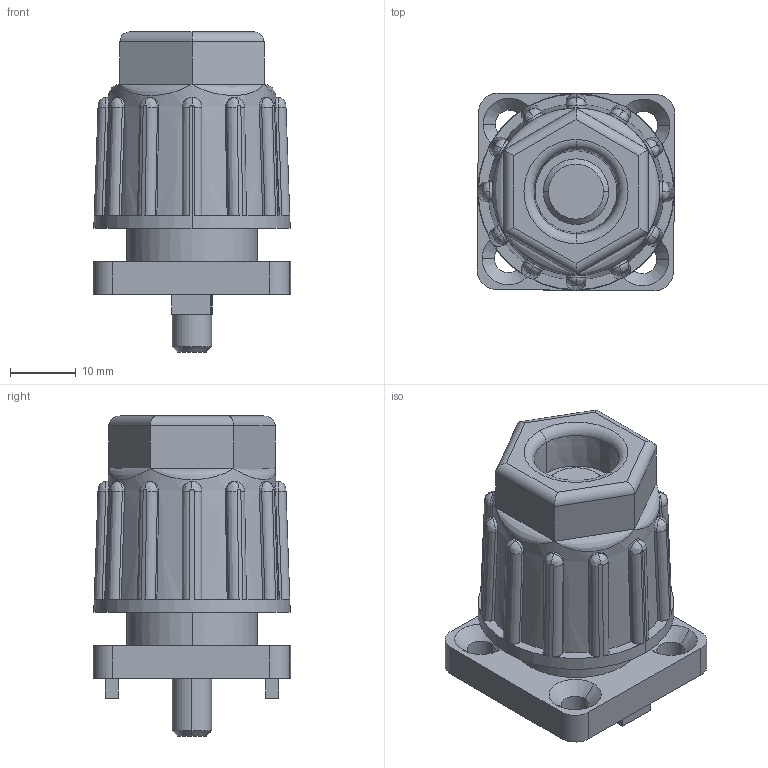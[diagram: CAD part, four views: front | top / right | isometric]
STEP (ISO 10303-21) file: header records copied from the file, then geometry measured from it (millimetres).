
FILE_DESCRIPTION (( 'STEP AP203' ), '1' );
FILE_NAME ('263510400_c_1.STEP', '2023-04-11T03:58:33', ( '' ), ( '' ), 'SwSTEP 2.0', 'SolidWorks 2014', '' );
FILE_SCHEMA (( 'CONFIG_CONTROL_DESIGN' ));
Length unit declared in the file: millimetre
Products named in the file (1): 263510400_c_1
Bounding box: 30.2 x 30.2 x 48.87 mm (x, y, z)
Volume: 17214.2 mm3; surface area: 14067 mm2
Topology: 4 solids, 4 shells, 296 faces, 778 edges, 478 vertices
Faces by surface type: plane 132, cylinder 61, bspline 54, cone 42, torus 7
Entity records: 11536 total; most frequent: CARTESIAN_POINT 4714, ORIENTED_EDGE 1508, DIRECTION 1269, EDGE_CURVE 754, VERTEX_POINT 478, AXIS2_PLACEMENT_3D 469, VECTOR 331, LINE 331
